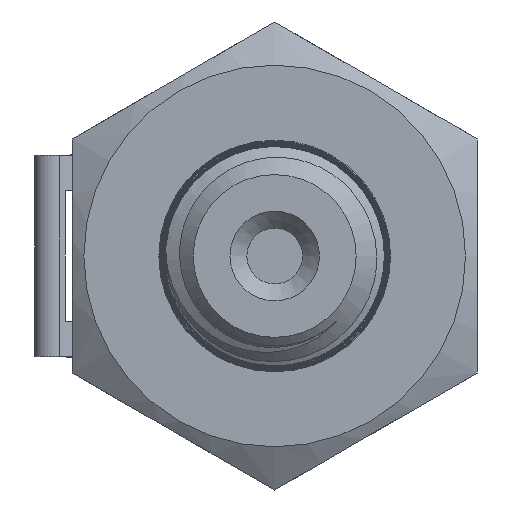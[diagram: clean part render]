
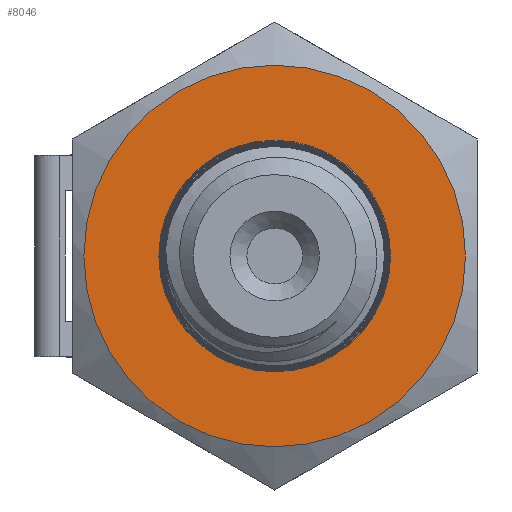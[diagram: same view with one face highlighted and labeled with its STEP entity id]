
A CAD part, left-side view. The second image highlights one B-rep face of the part: STEP entity #8046.
In plain terms, the highlighted planar face has unit normal (-1, 0, 0).
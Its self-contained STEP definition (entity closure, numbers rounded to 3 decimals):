
#365=FACE_BOUND('',#1384,.T.);
#424=PLANE('',#8459);
#894=FACE_OUTER_BOUND('',#1383,.T.);
#1383=EDGE_LOOP('',(#6879));
#1384=EDGE_LOOP('',(#6880));
#1596=CIRCLE('',#8281,6.86);
#1693=CIRCLE('',#8450,11.3);
#3355=VERTEX_POINT('',#12036);
#3853=VERTEX_POINT('',#20207);
#4155=EDGE_CURVE('',#3355,#3355,#1596,.T.);
#4901=EDGE_CURVE('',#3853,#3853,#1693,.T.);
#6879=ORIENTED_EDGE('',*,*,#4901,.T.);
#6880=ORIENTED_EDGE('',*,*,#4155,.T.);
#8046=ADVANCED_FACE('',(#894,#365),#424,.T.);
#8281=AXIS2_PLACEMENT_3D('',#12037,#8797,#8798);
#8450=AXIS2_PLACEMENT_3D('',#20209,#9462,#9463);
#8459=AXIS2_PLACEMENT_3D('',#20226,#9487,#9488);
#8797=DIRECTION('center_axis',(1.,0.,0.));
#8798=DIRECTION('ref_axis',(0.,0.,-1.));
#9462=DIRECTION('center_axis',(-1.,0.,0.));
#9463=DIRECTION('ref_axis',(0.,1.,0.));
#9487=DIRECTION('center_axis',(-1.,0.,0.));
#9488=DIRECTION('ref_axis',(0.,0.,1.));
#12036=CARTESIAN_POINT('',(14.,-6.86,0.));
#12037=CARTESIAN_POINT('Origin',(14.,0.,0.));
#20207=CARTESIAN_POINT('',(14.,-11.3,0.));
#20209=CARTESIAN_POINT('Origin',(14.,0.,0.));
#20226=CARTESIAN_POINT('Origin',(14.,12.,0.));
